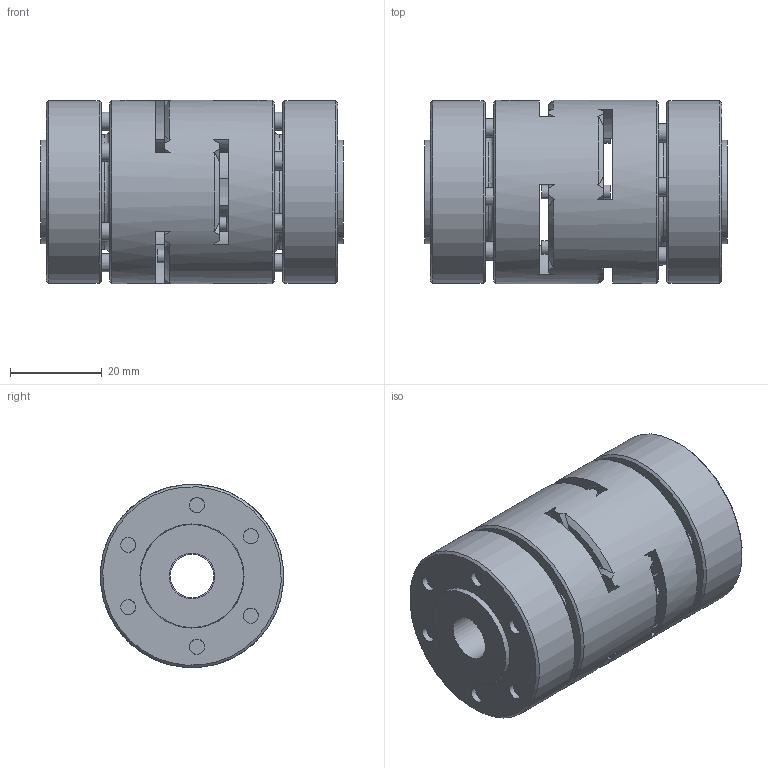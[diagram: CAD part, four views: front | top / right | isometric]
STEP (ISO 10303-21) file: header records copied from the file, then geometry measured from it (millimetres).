
FILE_DESCRIPTION( ( 'Unknown' ), '1' );
FILE_NAME( 'ESM-A 25.stp', 'Unknown', ( 'Unknown' ), ( 'Unknown' ), 'PSStep 10.1', 'Unknown', ' ' );
FILE_SCHEMA( ( 'AUTOMOTIVE_DESIGN { 1 0 10303 214 1 1 1 1 }' ) );
Length unit declared in the file: millimetre
Products named in the file (1): kt102464
Bounding box: 66 x 40 x 40 mm (x, y, z)
Volume: 63323.1 mm3; surface area: 25282.6 mm2
Topology: 1 solids, 1 shells, 458 faces, 1170 edges, 751 vertices
Faces by surface type: plane 220, cylinder 132, cone 88, torus 18
Full cylindrical faces by diameter (mm): 3 x6, 3.3 x18, 4 x12, 4.3 x12, 7 x12, 7.5 x12, 9.5 x1, 10 x2, 18 x2, 22 x2, 25.1 x2, 40 x3
Entity records: 16576 total; most frequent: CARTESIAN_POINT 2723, DIRECTION 2162, ORIENTED_EDGE 1868, EDGE_CURVE 934, AXIS2_PLACEMENT_3D 901, EDGE_LOOP 700, VERTEX_POINT 670, FACE_OUTER_BOUND 560
